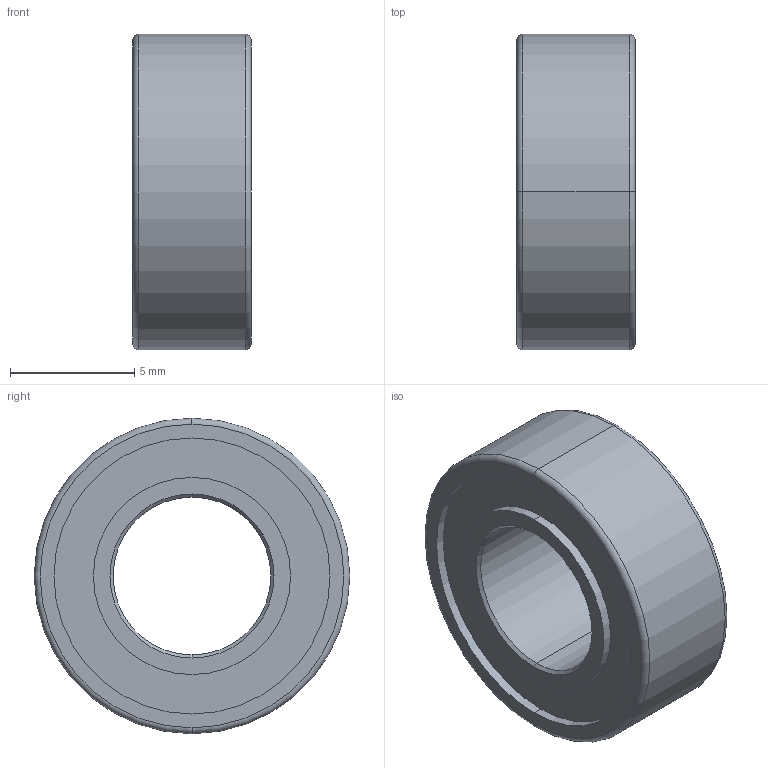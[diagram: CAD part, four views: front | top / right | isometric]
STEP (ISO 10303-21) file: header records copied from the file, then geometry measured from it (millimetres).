
FILE_DESCRIPTION(('FreeCAD Model'),'2;1');
FILE_NAME('Bearings_R188.step', '2017-06-06T07:18:36',('Author'),(''), 'Open CASCADE STEP processor 6.8','FreeCAD','Unknown');
FILE_SCHEMA(('AUTOMOTIVE_DESIGN_CC2 { 1 2 10303 214 -1 1 5 4 }'));
Length unit declared in the file: millimetre
Products named in the file (1): VEX-217-3489
Bounding box: 4.76 x 12.7 x 12.7 mm (x, y, z)
Volume: 415 mm3; surface area: 509.5 mm2
Topology: 1 solids, 1 shells, 26 faces, 52 edges, 32 vertices
Faces by surface type: cylinder 12, plane 6, cone 4, torus 4
Entity records: 3185 total; most frequent: CARTESIAN_POINT 2207, DIRECTION 154, ORIENTED_EDGE 104, PCURVE 104, DEFINITIONAL_REPRESENTATION 104, B_SPLINE_CURVE_WITH_KNOTS 80, AXIS2_PLACEMENT_3D 63, EDGE_CURVE 52
